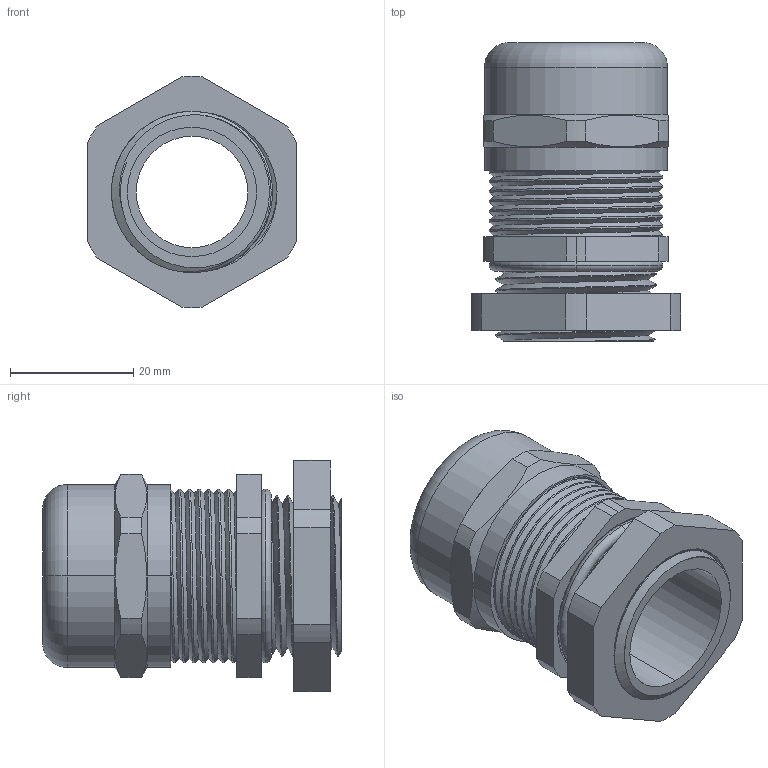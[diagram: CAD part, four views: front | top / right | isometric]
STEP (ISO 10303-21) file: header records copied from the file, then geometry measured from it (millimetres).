
FILE_DESCRIPTION (( 'STEP AP203' ), '1' );
FILE_NAME ('BNBCX-03.step', '2016-02-11T13:28:46', ( '' ), ( '' ), 'SwSTEP 2.0', 'SolidWorks 2015', '' );
FILE_SCHEMA (( 'CONFIG_CONTROL_DESIGN' ));
Length unit declared in the file: millimetre
Products named in the file (1): BNBCX-03
Bounding box: 34 x 48.46 x 37.49 mm (x, y, z)
Volume: 17169 mm3; surface area: 21233.2 mm2
Topology: 6 solids, 6 shells, 270 faces, 753 edges, 497 vertices
Faces by surface type: plane 135, cylinder 102, torus 16, bspline 10, cone 7
Entity records: 17780 total; most frequent: CARTESIAN_POINT 11033, ORIENTED_EDGE 1506, DIRECTION 1322, EDGE_CURVE 753, VERTEX_POINT 497, AXIS2_PLACEMENT_3D 485, VECTOR 352, LINE 352
